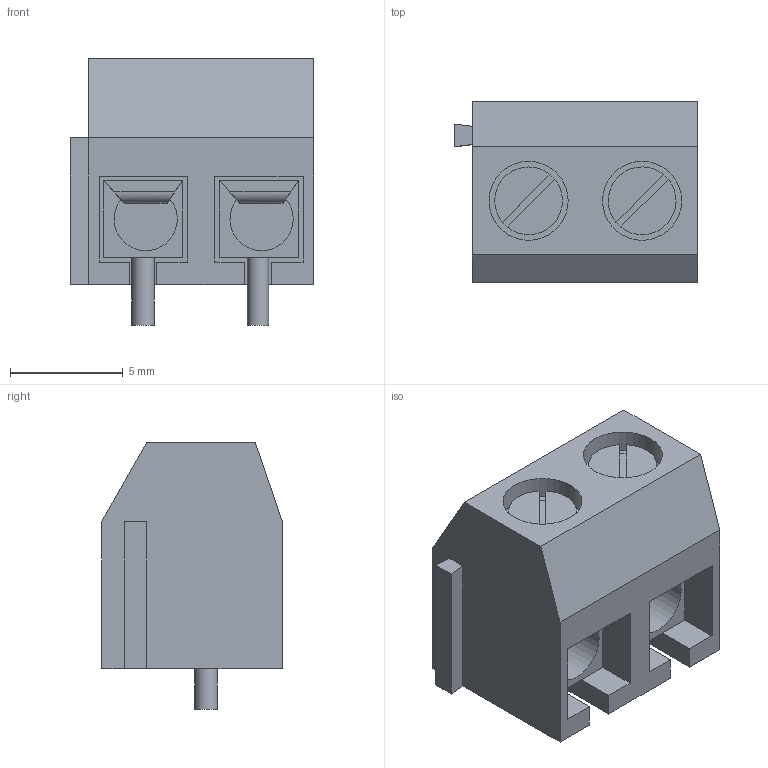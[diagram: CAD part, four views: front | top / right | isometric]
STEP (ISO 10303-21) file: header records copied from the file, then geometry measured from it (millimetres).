
FILE_DESCRIPTION((''),'2;1');
FILE_NAME('Разъем KF128-2.stp','2017-07-17T20:46:22',('Shuvalov'),(''),'Autodesk Inventor 2010','Autodesk Inventor 2010','');
FILE_SCHEMA(('AUTOMOTIVE_DESIGN { 1 0 10303 214 1 1 1 1 }'));
Length unit declared in the file: millimetre
Products named in the file (1): Разъем KF128-2
Bounding box: 10.8 x 8 x 11.8 mm (x, y, z)
Volume: 644.2 mm3; surface area: 803.5 mm2
Topology: 1 solids, 1 shells, 78 faces, 192 edges, 124 vertices
Faces by surface type: plane 62, cylinder 10, bspline 6
Full cylindrical faces by diameter (mm): 0.955 x1, 1 x1
Entity records: 2356 total; most frequent: CARTESIAN_POINT 437, ORIENTED_EDGE 376, DIRECTION 362, EDGE_CURVE 188, VECTOR 160, LINE 160, VERTEX_POINT 124, AXIS2_PLACEMENT_3D 101
